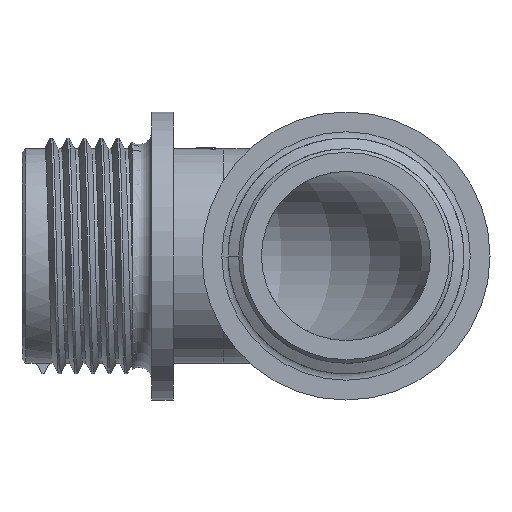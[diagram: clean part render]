
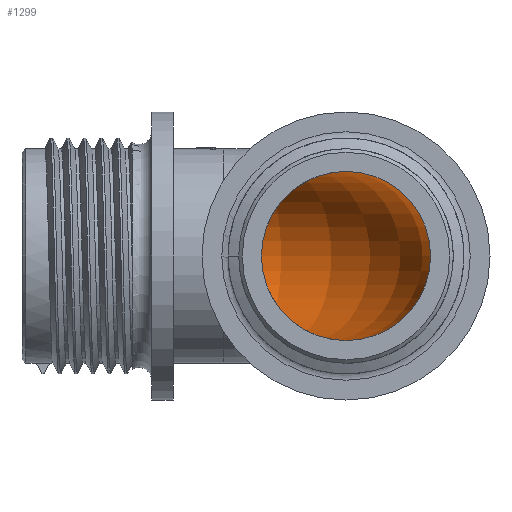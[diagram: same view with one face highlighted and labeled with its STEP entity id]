
A CAD part, left-side view. The second image highlights one B-rep face of the part: STEP entity #1299.
In plain terms, the highlighted toroidal (fillet/blend) face has major radius 17 mm and minor radius 11.75 mm.
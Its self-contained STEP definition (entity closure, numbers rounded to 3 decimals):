
#723=FACE_OUTER_BOUND('',#1578,.T.);
#1299=ADVANCED_FACE('',(#723),#1453,.F.);
#1453=TOROIDAL_SURFACE('',#4020,17.,11.75);
#1578=EDGE_LOOP('',(#2083,#2084,#2085,#2086,#2087,#2088));
#1782=CIRCLE('',#4016,11.75);
#1783=CIRCLE('',#4019,11.75);
#2083=ORIENTED_EDGE('',*,*,#3359,.T.);
#2084=ORIENTED_EDGE('',*,*,#3358,.T.);
#2085=ORIENTED_EDGE('',*,*,#3357,.T.);
#2086=ORIENTED_EDGE('',*,*,#3361,.F.);
#2087=ORIENTED_EDGE('',*,*,#3362,.F.);
#2088=ORIENTED_EDGE('',*,*,#3363,.F.);
#2981=VERTEX_POINT('',#7569);
#2982=VERTEX_POINT('',#7570);
#2983=VERTEX_POINT('',#7572);
#2984=VERTEX_POINT('',#7577);
#2985=VERTEX_POINT('',#7586);
#2986=VERTEX_POINT('',#7588);
#3357=EDGE_CURVE('',#2981,#2982,#3742,.T.);
#3358=EDGE_CURVE('',#2983,#2981,#1782,.T.);
#3359=EDGE_CURVE('',#2984,#2983,#3743,.T.);
#3361=EDGE_CURVE('',#2985,#2982,#3744,.T.);
#3362=EDGE_CURVE('',#2986,#2985,#1783,.T.);
#3363=EDGE_CURVE('',#2984,#2986,#3745,.T.);
#3742=B_SPLINE_CURVE_WITH_KNOTS('',3,(#7563,#7564,#7565,#7566,#7567,#7568),
 .UNSPECIFIED.,.F.,.F.,(4,2,4),(0.,0.5,1.),.UNSPECIFIED.);
#3743=B_SPLINE_CURVE_WITH_KNOTS('',3,(#7573,#7574,#7575,#7576),
 .UNSPECIFIED.,.F.,.F.,(4,4),(0.,1.),.UNSPECIFIED.);
#3744=B_SPLINE_CURVE_WITH_KNOTS('',3,(#7580,#7581,#7582,#7583,#7584,#7585),
 .UNSPECIFIED.,.F.,.F.,(4,2,4),(0.,0.5,1.),.UNSPECIFIED.);
#3745=B_SPLINE_CURVE_WITH_KNOTS('',3,(#7589,#7590,#7591,#7592),
 .UNSPECIFIED.,.F.,.F.,(4,4),(0.,1.),.UNSPECIFIED.);
#4016=AXIS2_PLACEMENT_3D('',#7571,#4332,#4333);
#4019=AXIS2_PLACEMENT_3D('',#7587,#4338,#4339);
#4020=AXIS2_PLACEMENT_3D('',#7593,#4340,#4341);
#4332=DIRECTION('',(0.,1.,0.));
#4333=DIRECTION('',(0.,0.,-1.));
#4338=DIRECTION('',(1.,0.,0.));
#4339=DIRECTION('',(0.,0.,-1.));
#4340=DIRECTION('',(0.,0.,-1.));
#4341=DIRECTION('',(0.,1.,0.));
#7563=CARTESIAN_POINT('',(10.347,179.426,-11.75));
#7564=CARTESIAN_POINT('',(10.34,177.001,-11.75));
#7565=CARTESIAN_POINT('',(10.081,174.571,-11.758));
#7566=CARTESIAN_POINT('',(9.083,169.862,-11.693));
#7567=CARTESIAN_POINT('',(8.353,167.572,-11.619));
#7568=CARTESIAN_POINT('',(7.43,165.342,-11.382));
#7569=CARTESIAN_POINT('',(10.347,179.426,-11.75));
#7570=CARTESIAN_POINT('',(7.43,165.342,-11.382));
#7571=CARTESIAN_POINT('',(10.347,179.426,0.));
#7572=CARTESIAN_POINT('',(10.347,179.426,11.75));
#7573=CARTESIAN_POINT('',(7.43,165.342,11.382));
#7574=CARTESIAN_POINT('',(9.271,169.788,11.854));
#7575=CARTESIAN_POINT('',(10.333,174.607,11.75));
#7576=CARTESIAN_POINT('',(10.347,179.426,11.75));
#7577=CARTESIAN_POINT('',(7.43,165.342,11.382));
#7580=CARTESIAN_POINT('',(-6.653,162.426,-11.75));
#7581=CARTESIAN_POINT('',(-4.229,162.432,-11.75));
#7582=CARTESIAN_POINT('',(-1.799,162.691,-11.758));
#7583=CARTESIAN_POINT('',(2.91,163.689,-11.693));
#7584=CARTESIAN_POINT('',(5.201,164.419,-11.619));
#7585=CARTESIAN_POINT('',(7.43,165.342,-11.382));
#7586=CARTESIAN_POINT('',(-6.653,162.426,-11.75));
#7587=CARTESIAN_POINT('',(-6.653,162.426,0.));
#7588=CARTESIAN_POINT('',(-6.653,162.426,11.75));
#7589=CARTESIAN_POINT('',(7.43,165.342,11.382));
#7590=CARTESIAN_POINT('',(2.984,163.501,11.854));
#7591=CARTESIAN_POINT('',(-1.835,162.439,11.75));
#7592=CARTESIAN_POINT('',(-6.653,162.426,11.75));
#7593=CARTESIAN_POINT('',(-6.653,179.426,0.));
